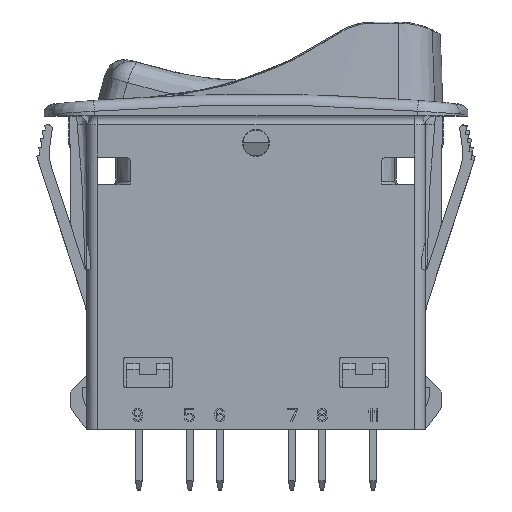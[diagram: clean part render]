
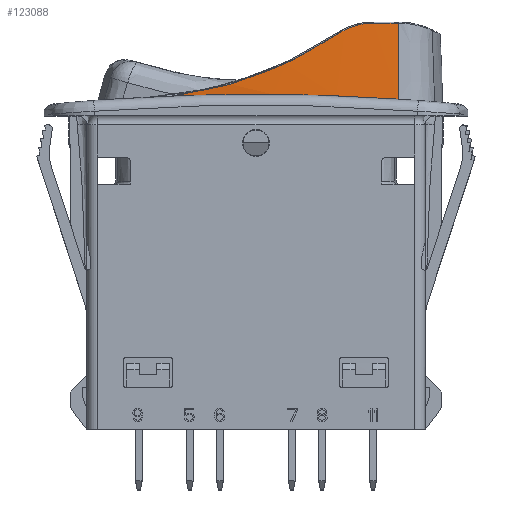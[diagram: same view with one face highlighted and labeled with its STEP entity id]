
A CAD part, top view. The second image highlights one B-rep face of the part: STEP entity #123088.
In plain terms, the highlighted conical face has half-angle 2 degrees and reference radius 202.975 mm.
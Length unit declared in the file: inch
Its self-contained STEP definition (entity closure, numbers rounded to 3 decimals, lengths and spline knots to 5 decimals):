
#1531=CARTESIAN_POINT('',(-0.38546,1.54257,
0.43597));
#1532=CARTESIAN_POINT('',(-0.36709,1.54328,
0.4369));
#1533=CARTESIAN_POINT('',(-0.33036,1.54459,
0.43864));
#1534=CARTESIAN_POINT('',(-0.27525,1.54626,
0.44087));
#1535=CARTESIAN_POINT('',(-0.22013,1.54763,
0.44274));
#1536=CARTESIAN_POINT('',(-0.16499,1.54869,
0.44424));
#1537=CARTESIAN_POINT('',(-0.10986,1.54945,
0.44537));
#1538=CARTESIAN_POINT('',(-0.05472,1.5499,
0.44613));
#1539=CARTESIAN_POINT('',(0.00042,1.55005,
0.44651));
#1540=CARTESIAN_POINT('',(0.05555,1.5499,
0.44653));
#1541=CARTESIAN_POINT('',(0.11069,1.54944,
0.44618));
#1542=CARTESIAN_POINT('',(0.16583,1.54868,
0.44546));
#1543=CARTESIAN_POINT('',(0.22096,1.54761,
0.44437));
#1544=CARTESIAN_POINT('',(0.27609,1.54624,
0.44292));
#1545=CARTESIAN_POINT('',(0.33122,1.54456,
0.44109));
#1546=CARTESIAN_POINT('',(0.38634,1.54259,
0.43889));
#1547=CARTESIAN_POINT('',(0.44145,1.5403,
0.43632));
#1548=CARTESIAN_POINT('',(0.49655,1.53772,
0.43338));
#1549=CARTESIAN_POINT('',(0.55164,1.53482,
0.43007));
#1550=CARTESIAN_POINT('',(0.60672,1.53163,
0.42639));
#1551=CARTESIAN_POINT('',(0.64343,1.5293,
0.42369));
#1552=CARTESIAN_POINT('',(0.66178,1.52808,
0.42228));
#1554=CARTESIAN_POINT('',(0.66178,1.52808,
0.42228));
#42538=DIRECTION('',(-0.003,0.999,-0.035));
#42539=VECTOR('',#42538,0.3523);
#42540=CARTESIAN_POINT('',(0.66178,1.52808,
0.42228));
#42541=LINE('',#42540,#42539);
#42585=CARTESIAN_POINT('',(0.66081,1.88017,
0.41002));
#42637=CARTESIAN_POINT('',(0.66081,1.88017,
0.41002));
#42638=CARTESIAN_POINT('',(0.66054,1.88017,
0.41004));
#42639=CARTESIAN_POINT('',(0.66001,1.88017,
0.41009));
#42640=CARTESIAN_POINT('',(0.6592,1.88017,
0.41015));
#42641=CARTESIAN_POINT('',(0.65866,1.88017,
0.41019));
#42642=CARTESIAN_POINT('',(0.65839,1.88017,
0.41021));
#42656=CARTESIAN_POINT('',(0.37735,1.82909,
0.42921));
#42657=CARTESIAN_POINT('',(0.36948,1.82374,
0.42973));
#42658=CARTESIAN_POINT('',(0.35367,1.81318,
0.43077));
#42659=CARTESIAN_POINT('',(0.3297,1.79774,
0.43224));
#42660=CARTESIAN_POINT('',(0.30549,1.7827,
0.43364));
#42661=CARTESIAN_POINT('',(0.28105,1.76807,
0.43496));
#42662=CARTESIAN_POINT('',(0.25638,1.75385,
0.43619));
#42663=CARTESIAN_POINT('',(0.23149,1.74005,
0.43734));
#42664=CARTESIAN_POINT('',(0.2064,1.72666,
0.4384));
#42665=CARTESIAN_POINT('',(0.18109,1.71369,
0.43938));
#42666=CARTESIAN_POINT('',(0.15558,1.70115,
0.44026));
#42667=CARTESIAN_POINT('',(0.12989,1.68903,
0.44104));
#42668=CARTESIAN_POINT('',(0.10401,1.67734,
0.44173));
#42669=CARTESIAN_POINT('',(0.07795,1.66608,
0.44232));
#42670=CARTESIAN_POINT('',(0.05172,1.65525,
0.44282));
#42671=CARTESIAN_POINT('',(0.02532,1.64486,
0.44321));
#42672=CARTESIAN_POINT('',(-0.00122,1.63491,
0.4435));
#42673=CARTESIAN_POINT('',(-0.02792,1.6254,
0.44368));
#42674=CARTESIAN_POINT('',(-0.05476,1.61632,
0.44376));
#42675=CARTESIAN_POINT('',(-0.08174,1.6077,
0.44373));
#42676=CARTESIAN_POINT('',(-0.10884,1.59951,
0.44359));
#42677=CARTESIAN_POINT('',(-0.13607,1.59178,
0.44334));
#42678=CARTESIAN_POINT('',(-0.16342,1.58449,
0.44298));
#42679=CARTESIAN_POINT('',(-0.19087,1.57765,
0.44251));
#42680=CARTESIAN_POINT('',(-0.21842,1.57127,
0.44192));
#42681=CARTESIAN_POINT('',(-0.24606,1.56533,
0.44122));
#42682=CARTESIAN_POINT('',(-0.2738,1.55985,
0.44041));
#42683=CARTESIAN_POINT('',(-0.30161,1.55483,
0.43948));
#42684=CARTESIAN_POINT('',(-0.3295,1.55026,
0.43843));
#42685=CARTESIAN_POINT('',(-0.35745,1.54615,
0.43727));
#42686=CARTESIAN_POINT('',(-0.37612,1.54371,
0.43641));
#42687=CARTESIAN_POINT('',(-0.38546,1.54257,
0.43597));
#43260=CARTESIAN_POINT('',(0.03,1.88017,-7.55));
#43261=DIRECTION('',(0.,-1.,0.));
#43262=DIRECTION('',(0.079,0.,0.997));
#43263=AXIS2_PLACEMENT_3D('',#43260,#43261,#43262);
#43275=CARTESIAN_POINT('',(0.54337,1.88017,
0.41846));
#43276=CARTESIAN_POINT('',(0.54082,1.88017,
0.41862));
#43277=CARTESIAN_POINT('',(0.53572,1.88011,
0.41895));
#43278=CARTESIAN_POINT('',(0.52806,1.87981,
0.41944));
#43279=CARTESIAN_POINT('',(0.52041,1.87931,
0.41994));
#43280=CARTESIAN_POINT('',(0.51277,1.87862,
0.42043));
#43281=CARTESIAN_POINT('',(0.50515,1.87772,
0.42092));
#43282=CARTESIAN_POINT('',(0.49755,1.87663,
0.4214));
#43283=CARTESIAN_POINT('',(0.48999,1.87534,
0.42189));
#43284=CARTESIAN_POINT('',(0.48246,1.87386,
0.42237));
#43285=CARTESIAN_POINT('',(0.47498,1.87218,
0.42285));
#43286=CARTESIAN_POINT('',(0.46754,1.87031,
0.42333));
#43287=CARTESIAN_POINT('',(0.46016,1.86824,
0.4238));
#43288=CARTESIAN_POINT('',(0.45283,1.86599,
0.42427));
#43289=CARTESIAN_POINT('',(0.44556,1.86354,
0.42474));
#43290=CARTESIAN_POINT('',(0.43836,1.86091,
0.4252));
#43291=CARTESIAN_POINT('',(0.43123,1.85809,
0.42566));
#43292=CARTESIAN_POINT('',(0.42418,1.85509,
0.42612));
#43293=CARTESIAN_POINT('',(0.4172,1.85191,
0.42657));
#43294=CARTESIAN_POINT('',(0.41031,1.84854,
0.42702));
#43295=CARTESIAN_POINT('',(0.40351,1.845,
0.42747));
#43296=CARTESIAN_POINT('',(0.39681,1.84128,
0.42791));
#43297=CARTESIAN_POINT('',(0.39021,1.83739,
0.42835));
#43298=CARTESIAN_POINT('',(0.38371,1.83333,
0.42878));
#43299=CARTESIAN_POINT('',(0.37946,1.83052,
0.42906));
#43300=CARTESIAN_POINT('',(0.37735,1.82909,
0.42921));
#65609=VERTEX_POINT('',#1554);
#65661=VERTEX_POINT('',#42585);
#65663=VERTEX_POINT('',#42642);
#65665=CARTESIAN_POINT('',(0.54337,1.88017,
0.41846));
#65666=VERTEX_POINT('',#65665);
#65669=VERTEX_POINT('',#43300);
#65671=VERTEX_POINT('',#42687);
#123072=CARTESIAN_POINT('',(0.03,1.70413,-7.55));
#123073=DIRECTION('',(0.,-1.,0.));
#123074=DIRECTION('',(0.,0.,-1.));
#123075=AXIS2_PLACEMENT_3D('',#123072,#123073,#123074);
#123076=CONICAL_SURFACE('',#123075,7.99113,2.);
#123077=ORIENTED_EDGE('',*,*,#123062,.F.);
#123078=ORIENTED_EDGE('',*,*,#122965,.F.);
#123079=ORIENTED_EDGE('',*,*,#74763,.F.);
#123081=ORIENTED_EDGE('',*,*,#123080,.F.);
#123083=ORIENTED_EDGE('',*,*,#123082,.F.);
#123085=ORIENTED_EDGE('',*,*,#123084,.F.);
#123086=EDGE_LOOP('',(#123077,#123078,#123079,#123081,#123083,#123085));
#123087=FACE_OUTER_BOUND('',#123086,.F.);
#1553=B_SPLINE_CURVE_WITH_KNOTS('',3,(#1531,#1532,#1533,#1534,#1535,#1536,#1537,
#1538,#1539,#1540,#1541,#1542,#1543,#1544,#1545,#1546,#1547,#1548,#1549,#1550,
#1551,#1552),.UNSPECIFIED.,.F.,.F.,(4,1,1,1,1,1,1,1,1,1,1,1,1,1,1,1,1,1,1,4),(
0.,0.05263,0.10526,0.15789,0.21053,
0.26316,0.31579,0.36842,0.42105,
0.47368,0.52632,0.57895,0.63158,
0.68421,0.73684,0.78947,0.84211,
0.89474,0.94737,1.),.UNSPECIFIED.);
#42643=B_SPLINE_CURVE_WITH_KNOTS('',3,(#42637,#42638,#42639,#42640,#42641,
#42642),.UNSPECIFIED.,.F.,.F.,(4,1,1,4),(0.,0.33333,
0.66667,1.),.UNSPECIFIED.);
#42688=B_SPLINE_CURVE_WITH_KNOTS('',3,(#42656,#42657,#42658,#42659,#42660,
#42661,#42662,#42663,#42664,#42665,#42666,#42667,#42668,#42669,#42670,#42671,
#42672,#42673,#42674,#42675,#42676,#42677,#42678,#42679,#42680,#42681,#42682,
#42683,#42684,#42685,#42686,#42687),.UNSPECIFIED.,.F.,.F.,(4,1,1,1,1,1,1,1,1,1,
1,1,1,1,1,1,1,1,1,1,1,1,1,1,1,1,1,1,1,4),(0.,0.03448,
0.06897,0.10345,0.13793,0.17241,
0.2069,0.24138,0.27586,0.31034,
0.34483,0.37931,0.41379,0.44828,
0.48276,0.51724,0.55172,0.58621,
0.62069,0.65517,0.68966,0.72414,
0.75862,0.7931,0.82759,0.86207,
0.89655,0.93103,0.96552,1.),.UNSPECIFIED.);
#43264=CIRCLE('',#43263,7.98498);
#43301=B_SPLINE_CURVE_WITH_KNOTS('',3,(#43275,#43276,#43277,#43278,#43279,
#43280,#43281,#43282,#43283,#43284,#43285,#43286,#43287,#43288,#43289,#43290,
#43291,#43292,#43293,#43294,#43295,#43296,#43297,#43298,#43299,#43300),
.UNSPECIFIED.,.F.,.F.,(4,1,1,1,1,1,1,1,1,1,1,1,1,1,1,1,1,1,1,1,1,1,1,4),(0.,
0.04348,0.08696,0.13043,0.17391,
0.21739,0.26087,0.30435,0.34783,
0.3913,0.43478,0.47826,0.52174,
0.56522,0.6087,0.65217,0.69565,
0.73913,0.78261,0.82609,0.86957,
0.91304,0.95652,1.),.UNSPECIFIED.);
#74763=EDGE_CURVE('',#65671,#65609,#1553,.T.);
#122965=EDGE_CURVE('',#65609,#65661,#42541,.T.);
#123062=EDGE_CURVE('',#65661,#65663,#42643,.T.);
#123080=EDGE_CURVE('',#65669,#65671,#42688,.T.);
#123082=EDGE_CURVE('',#65666,#65669,#43301,.T.);
#123084=EDGE_CURVE('',#65663,#65666,#43264,.T.);
#123088=ADVANCED_FACE('',(#123087),#123076,.T.);
